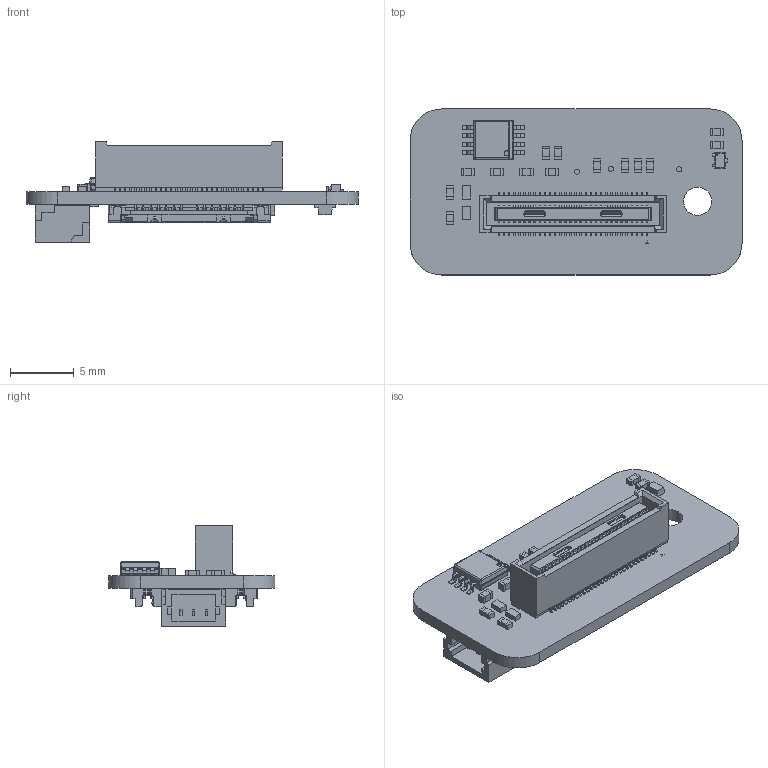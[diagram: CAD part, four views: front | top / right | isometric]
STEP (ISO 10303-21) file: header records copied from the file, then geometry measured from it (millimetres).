
FILE_DESCRIPTION(('Open CASCADE Model'),'2;1');
FILE_NAME('Open CASCADE Shape Model','2024-11-24T16:48:48',('Author'),( 'Open CASCADE'),'Open CASCADE STEP processor 7.5','Open CASCADE 7.5' ,'Unknown');
FILE_SCHEMA(('AUTOMOTIVE_DESIGN { 1 0 10303 214 1 1 1 1 }'));
Length unit declared in the file: millimetre
Products named in the file (96): PCB; Board; Open CASCADE STEP translator 7.5 1.1.1; U1; 5011407088; Open CASCADE STEP translator 6.8 5.1; Body; Open CASCADE STEP translator 6.8 5.2.1; Leader; TP5; 6986485936; Cylinder; TP4; TP3; R4; 5712972144; Extruded; 5712971984; R3; R2; R1; J3; SM03B-SRSS-TB_RGB14871534; D2; 5011408448; bigPin; D1; 5011406688; C1; 5712298672; 5712298512; 5712298352; TP21; 5712967744; TP17; TP13; TP9; TP2; 5712966624; TP1 ...
Assembly tree (168 placements, depth 5):
  PCB
    Board
      Open CASCADE STEP translator 7.5 1.1.1
    U1
      5011407088
        Open CASCADE STEP translator 6.8 5.1
        Body
          Open CASCADE STEP translator 6.8 5.2.1
        Leader  x8
    TP5
      6986485936
        Cylinder
    TP4
      6986485936
        Cylinder
    TP3
      6986485936
        Cylinder
    R4
      5712972144  x2
        Extruded
      5712971984
        Extruded
    R3
      5712972144  x2
        Extruded
      5712971984
        Extruded
    R2
      5712972144  x2
        Extruded
      5712971984
        Extruded
    R1
      5712972144  x2
        Extruded
      5712971984
        Extruded
    J3
      SM03B-SRSS-TB_RGB14871534
    D2
      5011408448
        Body
        bigPin  x2
    D1
      5011406688
        Body
        bigPin  x2
    C1
      5712298672
        Extruded
      5712298512
        Extruded
      5712298352
        Extruded
    TP21
      5712967744
        Cylinder
    TP17
      5712967744
Bounding box: 26 x 13 x 7.85 mm (x, y, z)
Volume: 563.5 mm3; surface area: 1611.5 mm2
Topology: 109 solids, 110 shells, 4111 faces, 10824 edges, 7102 vertices
Faces by surface type: plane 2952, cylinder 1129, cone 12, sphere 10, bspline 8
Full cylindrical faces by diameter (mm): 0.388 x1, 0.4 x7, 2.2 x1
Entity records: 86770 total; most frequent: CARTESIAN_POINT 15754, DIRECTION 14410, ORIENTED_EDGE 14387, EDGE_CURVE 7194, LINE 5570, VECTOR 5570, VERTEX_POINT 4740, AXIS2_PLACEMENT_3D 4420
